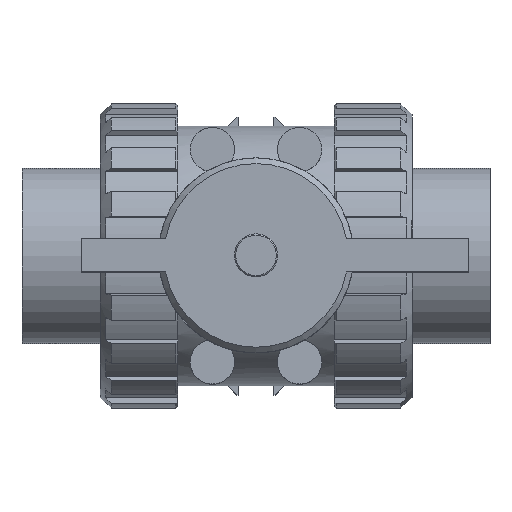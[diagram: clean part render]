
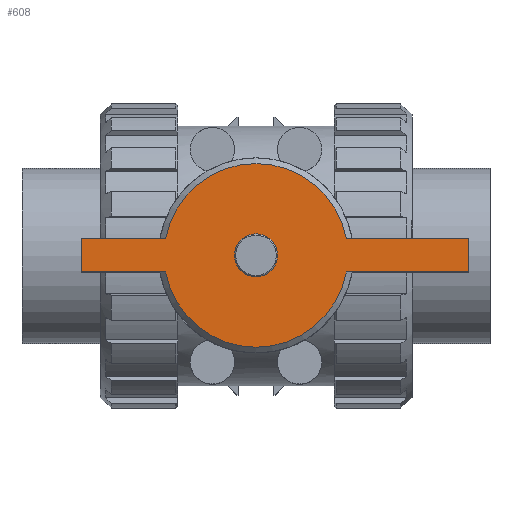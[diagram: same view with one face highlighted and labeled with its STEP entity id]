
A CAD part, top view. The second image highlights one B-rep face of the part: STEP entity #608.
In plain terms, the highlighted planar face has unit normal (0, 0, 1).
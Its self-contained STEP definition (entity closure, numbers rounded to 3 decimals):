
#608 = ADVANCED_FACE( '', ( #1310, #1311 ), #1312, .F. );
#1310 = FACE_BOUND( '', #2107, .T. );
#1311 = FACE_OUTER_BOUND( '', #2108, .T. );
#1312 = PLANE( '', #2109 );
#2107 = EDGE_LOOP( '', ( #3852 ) );
#2108 = EDGE_LOOP( '', ( #3853, #3854, #3855, #3856, #3857, #3858, #3859, #3860 ) );
#2109 = AXIS2_PLACEMENT_3D( '', #3861, #3862, #3863 );
#3852 = ORIENTED_EDGE( '', *, *, #5352, .T. );
#3853 = ORIENTED_EDGE( '', *, *, #5172, .F. );
#3854 = ORIENTED_EDGE( '', *, *, #5582, .T. );
#3855 = ORIENTED_EDGE( '', *, *, #4874, .F. );
#3856 = ORIENTED_EDGE( '', *, *, #5476, .F. );
#3857 = ORIENTED_EDGE( '', *, *, #5063, .F. );
#3858 = ORIENTED_EDGE( '', *, *, #5583, .F. );
#3859 = ORIENTED_EDGE( '', *, *, #5584, .T. );
#3860 = ORIENTED_EDGE( '', *, *, #5585, .T. );
#3861 = CARTESIAN_POINT( '', ( -40.5, 0., 104.5 ) );
#3862 = DIRECTION( '', ( 0., 0., -1. ) );
#3863 = DIRECTION( '', ( -1., 0., 0. ) );
#4874 = EDGE_CURVE( '', #5876, #5871, #5878, .T. );
#5063 = EDGE_CURVE( '', #6205, #6201, #6207, .T. );
#5172 = EDGE_CURVE( '', #6389, #6391, #6392, .T. );
#5352 = EDGE_CURVE( '', #6664, #6664, #6665, .T. );
#5476 = EDGE_CURVE( '', #6201, #5876, #6847, .T. );
#5582 = EDGE_CURVE( '', #6389, #5871, #6999, .T. );
#5583 = EDGE_CURVE( '', #7000, #6205, #7001, .T. );
#5584 = EDGE_CURVE( '', #7000, #7002, #7003, .T. );
#5585 = EDGE_CURVE( '', #7002, #6391, #7004, .T. );
#5871 = VERTEX_POINT( '', #7346 );
#5876 = VERTEX_POINT( '', #7353 );
#5878 = LINE( '', #7356, #7357 );
#6201 = VERTEX_POINT( '', #7809 );
#6205 = VERTEX_POINT( '', #7816 );
#6207 = CIRCLE( '', #7821, 27.667 );
#6389 = VERTEX_POINT( '', #8067 );
#6391 = VERTEX_POINT( '', #8072 );
#6392 = CIRCLE( '', #8073, 27.667 );
#6664 = VERTEX_POINT( '', #8552 );
#6665 = CIRCLE( '', #8553, 6.5 );
#6847 = LINE( '', #8798, #8799 );
#6999 = LINE( '', #9088, #9089 );
#7000 = VERTEX_POINT( '', #9090 );
#7001 = LINE( '', #9091, #9092 );
#7002 = VERTEX_POINT( '', #9093 );
#7003 = LINE( '', #9094, #9095 );
#7004 = LINE( '', #9096, #9097 );
#7346 = CARTESIAN_POINT( '', ( -99.667, 5., 104.5 ) );
#7353 = CARTESIAN_POINT( '', ( -99.667, -5., 104.5 ) );
#7356 = CARTESIAN_POINT( '', ( -99.667, -5., 104.5 ) );
#7357 = VECTOR( '', #9747, 1000. );
#7809 = CARTESIAN_POINT( '', ( -74.211, -5., 104.5 ) );
#7816 = CARTESIAN_POINT( '', ( -19.789, -5., 104.5 ) );
#7821 = AXIS2_PLACEMENT_3D( '', #9976, #9977, #9978 );
#8067 = CARTESIAN_POINT( '', ( -74.211, 5., 104.5 ) );
#8072 = CARTESIAN_POINT( '', ( -19.789, 5., 104.5 ) );
#8073 = AXIS2_PLACEMENT_3D( '', #10103, #10104, #10105 );
#8552 = CARTESIAN_POINT( '', ( -53.5, 0., 104.5 ) );
#8553 = AXIS2_PLACEMENT_3D( '', #10320, #10321, #10322 );
#8798 = CARTESIAN_POINT( '', ( 17., -5., 104.5 ) );
#8799 = VECTOR( '', #10493, 1000. );
#9088 = CARTESIAN_POINT( '', ( 17., 5., 104.5 ) );
#9089 = VECTOR( '', #10616, 1000. );
#9090 = CARTESIAN_POINT( '', ( 17., -5., 104.5 ) );
#9091 = CARTESIAN_POINT( '', ( 17., -5., 104.5 ) );
#9092 = VECTOR( '', #10617, 1000. );
#9093 = CARTESIAN_POINT( '', ( 17., 5., 104.5 ) );
#9094 = CARTESIAN_POINT( '', ( 17., -5., 104.5 ) );
#9095 = VECTOR( '', #10618, 1000. );
#9096 = CARTESIAN_POINT( '', ( 17., 5., 104.5 ) );
#9097 = VECTOR( '', #10619, 1000. );
#9747 = DIRECTION( '', ( 0., 1., 0. ) );
#9976 = CARTESIAN_POINT( '', ( -47., 0., 104.5 ) );
#9977 = DIRECTION( '', ( 0., 0., -1. ) );
#9978 = DIRECTION( '', ( -1., 0., 0. ) );
#10103 = CARTESIAN_POINT( '', ( -47., 0., 104.5 ) );
#10104 = DIRECTION( '', ( 0., 0., -1. ) );
#10105 = DIRECTION( '', ( -1., 0., 0. ) );
#10320 = CARTESIAN_POINT( '', ( -47., 0., 104.5 ) );
#10321 = DIRECTION( '', ( 0., 0., -1. ) );
#10322 = DIRECTION( '', ( -1., 0., 0. ) );
#10493 = DIRECTION( '', ( -1., 0., 0. ) );
#10616 = DIRECTION( '', ( -1., 0., 0. ) );
#10617 = DIRECTION( '', ( -1., 0., 0. ) );
#10618 = DIRECTION( '', ( 0., 1., 0. ) );
#10619 = DIRECTION( '', ( -1., 0., 0. ) );
